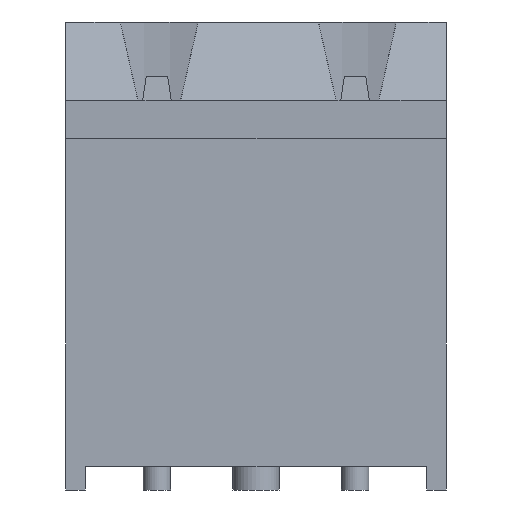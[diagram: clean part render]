
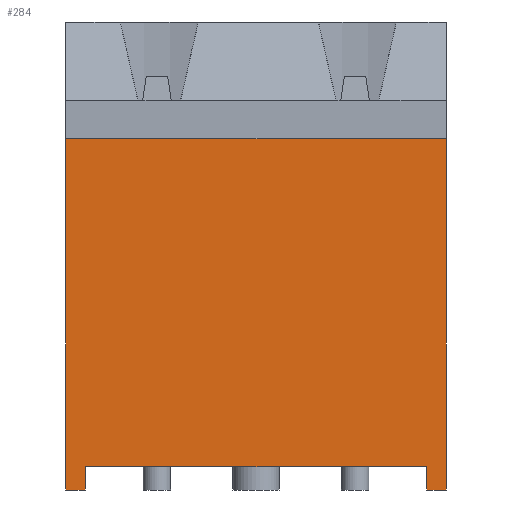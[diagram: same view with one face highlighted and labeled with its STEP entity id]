
A CAD part, front view. The second image highlights one B-rep face of the part: STEP entity #284.
In plain terms, the highlighted planar face has unit normal (0, -1, 0).
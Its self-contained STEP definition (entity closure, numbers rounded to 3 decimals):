
#284 = ADVANCED_FACE( '', ( #593 ), #594, .T. );
#593 = FACE_OUTER_BOUND( '', #942, .T. );
#594 = PLANE( '', #943 );
#942 = EDGE_LOOP( '', ( #1586, #1587, #1588, #1589, #1590, #1591, #1592, #1593, #1594, #1595 ) );
#943 = AXIS2_PLACEMENT_3D( '', #1596, #1597, #1598 );
#1586 = ORIENTED_EDGE( '', *, *, #2393, .F. );
#1587 = ORIENTED_EDGE( '', *, *, #2394, .F. );
#1588 = ORIENTED_EDGE( '', *, *, #2395, .F. );
#1589 = ORIENTED_EDGE( '', *, *, #2396, .T. );
#1590 = ORIENTED_EDGE( '', *, *, #2167, .T. );
#1591 = ORIENTED_EDGE( '', *, *, #2248, .T. );
#1592 = ORIENTED_EDGE( '', *, *, #2397, .F. );
#1593 = ORIENTED_EDGE( '', *, *, #2398, .T. );
#1594 = ORIENTED_EDGE( '', *, *, #2356, .F. );
#1595 = ORIENTED_EDGE( '', *, *, #2399, .F. );
#1596 = CARTESIAN_POINT( '', ( 0., 0.8, 0. ) );
#1597 = DIRECTION( '', ( 0., -1., 0. ) );
#1598 = DIRECTION( '', ( 0., 0., -1. ) );
#2167 = EDGE_CURVE( '', #2579, #2583, #2585, .T. );
#2248 = EDGE_CURVE( '', #2583, #2716, #2719, .T. );
#2356 = EDGE_CURVE( '', #2858, #2890, #2891, .T. );
#2393 = EDGE_CURVE( '', #2946, #2947, #2948, .T. );
#2394 = EDGE_CURVE( '', #2949, #2946, #2950, .T. );
#2395 = EDGE_CURVE( '', #2951, #2949, #2952, .T. );
#2396 = EDGE_CURVE( '', #2951, #2579, #2953, .T. );
#2397 = EDGE_CURVE( '', #2954, #2716, #2955, .T. );
#2398 = EDGE_CURVE( '', #2954, #2890, #2956, .T. );
#2399 = EDGE_CURVE( '', #2947, #2858, #2957, .T. );
#2579 = VERTEX_POINT( '', #3180 );
#2583 = VERTEX_POINT( '', #3186 );
#2585 = LINE( '', #3189, #3190 );
#2716 = VERTEX_POINT( '', #3382 );
#2719 = LINE( '', #3386, #3387 );
#2858 = VERTEX_POINT( '', #3590 );
#2890 = VERTEX_POINT( '', #3633 );
#2891 = LINE( '', #3634, #3635 );
#2946 = VERTEX_POINT( '', #3717 );
#2947 = VERTEX_POINT( '', #3718 );
#2948 = LINE( '', #3719, #3720 );
#2949 = VERTEX_POINT( '', #3721 );
#2950 = LINE( '', #3722, #3723 );
#2951 = VERTEX_POINT( '', #3724 );
#2952 = LINE( '', #3725, #3726 );
#2953 = LINE( '', #3727, #3728 );
#2954 = VERTEX_POINT( '', #3729 );
#2955 = LINE( '', #3730, #3731 );
#2956 = LINE( '', #3732, #3733 );
#2957 = LINE( '', #3734, #3735 );
#3180 = CARTESIAN_POINT( '', ( 11.36, 0.8, 9. ) );
#3186 = CARTESIAN_POINT( '', ( 1.6, 0.8, 9. ) );
#3189 = CARTESIAN_POINT( '', ( 12.96, 0.8, 9. ) );
#3190 = VECTOR( '', #3993, 1000. );
#3382 = CARTESIAN_POINT( '', ( 1.6, 0.8, 0. ) );
#3386 = CARTESIAN_POINT( '', ( 1.6, 0.8, 0. ) );
#3387 = VECTOR( '', #4059, 1000. );
#3590 = CARTESIAN_POINT( '', ( 3.94, 0.8, 0.6 ) );
#3633 = CARTESIAN_POINT( '', ( 2.1, 0.8, 0.6 ) );
#3634 = CARTESIAN_POINT( '', ( 11.76, 0.8, 0.6 ) );
#3635 = VECTOR( '', #4171, 1000. );
#3717 = CARTESIAN_POINT( '', ( 10.86, 0.8, 0.6 ) );
#3718 = CARTESIAN_POINT( '', ( 9.02, 0.8, 0.6 ) );
#3719 = CARTESIAN_POINT( '', ( 11.76, 0.8, 0.6 ) );
#3720 = VECTOR( '', #4202, 1000. );
#3721 = CARTESIAN_POINT( '', ( 10.86, 0.8, 0. ) );
#3722 = CARTESIAN_POINT( '', ( 10.86, 0.8, 0. ) );
#3723 = VECTOR( '', #4203, 1000. );
#3724 = CARTESIAN_POINT( '', ( 11.36, 0.8, 0. ) );
#3725 = CARTESIAN_POINT( '', ( 11.36, 0.8, 0. ) );
#3726 = VECTOR( '', #4204, 1000. );
#3727 = CARTESIAN_POINT( '', ( 11.36, 0.8, 0. ) );
#3728 = VECTOR( '', #4205, 1000. );
#3729 = CARTESIAN_POINT( '', ( 2.1, 0.8, 0. ) );
#3730 = CARTESIAN_POINT( '', ( 2.1, 0.8, 0. ) );
#3731 = VECTOR( '', #4206, 1000. );
#3732 = CARTESIAN_POINT( '', ( 2.1, 0.8, 0. ) );
#3733 = VECTOR( '', #4207, 1000. );
#3734 = CARTESIAN_POINT( '', ( 11.76, 0.8, 0.6 ) );
#3735 = VECTOR( '', #4208, 1000. );
#3993 = DIRECTION( '', ( -1., 0., 0. ) );
#4059 = DIRECTION( '', ( 0., 0., -1. ) );
#4171 = DIRECTION( '', ( -1., 0., 0. ) );
#4202 = DIRECTION( '', ( -1., 0., 0. ) );
#4203 = DIRECTION( '', ( 0., 0., 1. ) );
#4204 = DIRECTION( '', ( -1., 0., 0. ) );
#4205 = DIRECTION( '', ( 0., 0., 1. ) );
#4206 = DIRECTION( '', ( -1., 0., 0. ) );
#4207 = DIRECTION( '', ( 0., 0., 1. ) );
#4208 = DIRECTION( '', ( -1., 0., 0. ) );
